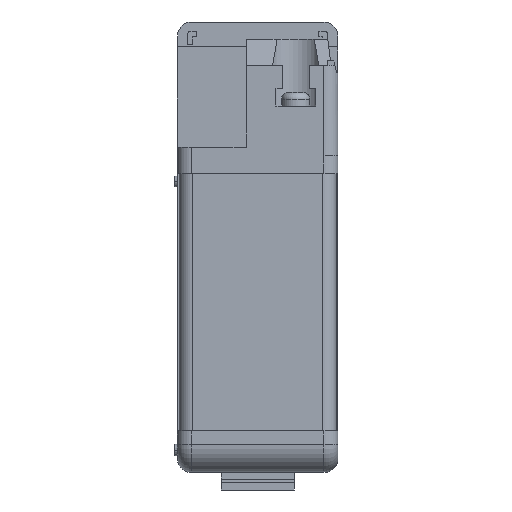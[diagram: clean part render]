
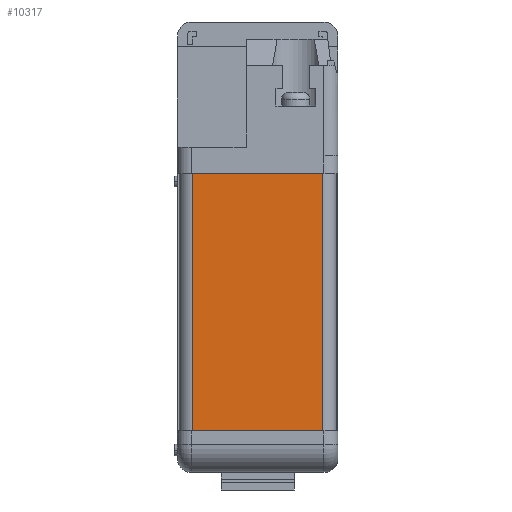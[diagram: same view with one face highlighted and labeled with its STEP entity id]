
A CAD part, front view. The second image highlights one B-rep face of the part: STEP entity #10317.
In plain terms, the highlighted planar face has unit normal (0, -1, 0).
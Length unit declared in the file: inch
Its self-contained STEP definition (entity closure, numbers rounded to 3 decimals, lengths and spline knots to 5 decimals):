
#162 = LINE ( 'NONE', #6677, #27860 ) ;
#637 = PLANE ( 'NONE',  #7420 ) ;
#737 = DIRECTION ( 'NONE',  ( 0., -1., 0. ) ) ;
#1046 = LINE ( 'NONE', #21063, #11968 ) ;
#1235 = EDGE_CURVE ( 'NONE', #18107, #7512, #162, .T. ) ;
#4427 = ORIENTED_EDGE ( 'NONE', *, *, #11110, .F. ) ;
#4477 = ORIENTED_EDGE ( 'NONE', *, *, #10289, .T. ) ;
#6677 = CARTESIAN_POINT ( 'NONE',  ( 0.5775, -2.9375, 0.655 ) ) ;
#7066 = DIRECTION ( 'NONE',  ( 0., 0., -1. ) ) ;
#7420 = AXIS2_PLACEMENT_3D ( 'NONE', #13801, #737, #15997 ) ;
#7512 = VERTEX_POINT ( 'NONE', #27748 ) ;
#8076 = DIRECTION ( 'NONE',  ( -1., 0., 0. ) ) ;
#10094 = ORIENTED_EDGE ( 'NONE', *, *, #1235, .F. ) ;
#10289 = EDGE_CURVE ( 'NONE', #27435, #17063, #27481, .T. ) ;
#10317 = ADVANCED_FACE ( 'NONE', ( #24744 ), #637, .T. ) ;
#11110 = EDGE_CURVE ( 'NONE', #7512, #17063, #1046, .T. ) ;
#11830 = CARTESIAN_POINT ( 'NONE',  ( 0.5775, -2.9375, 0.655 ) ) ;
#11968 = VECTOR ( 'NONE', #8076, 39.37008 ) ;
#12566 = VECTOR ( 'NONE', #14008, 39.37008 ) ;
#13523 = CARTESIAN_POINT ( 'NONE',  ( -0.5775, -2.9375, 0.655 ) ) ;
#13801 = CARTESIAN_POINT ( 'NONE',  ( 0.5775, -2.9375, 0.655 ) ) ;
#14008 = DIRECTION ( 'NONE',  ( -1., 0., 0. ) ) ;
#14693 = EDGE_CURVE ( 'NONE', #18107, #27435, #24880, .T. ) ;
#15997 = DIRECTION ( 'NONE',  ( 0., 0., -1. ) ) ;
#17063 = VERTEX_POINT ( 'NONE', #22693 ) ;
#17580 = DIRECTION ( 'NONE',  ( 0., 0., -1. ) ) ;
#18107 = VERTEX_POINT ( 'NONE', #21358 ) ;
#19595 = EDGE_LOOP ( 'NONE', ( #4427, #10094, #22869, #4477 ) ) ;
#21063 = CARTESIAN_POINT ( 'NONE',  ( 0.5775, -2.9375, -1.63 ) ) ;
#21358 = CARTESIAN_POINT ( 'NONE',  ( 0.5775, -2.9375, 0.655 ) ) ;
#21666 = VECTOR ( 'NONE', #7066, 39.37008 ) ;
#22693 = CARTESIAN_POINT ( 'NONE',  ( -0.5775, -2.9375, -1.63 ) ) ;
#22869 = ORIENTED_EDGE ( 'NONE', *, *, #14693, .T. ) ;
#24744 = FACE_OUTER_BOUND ( 'NONE', #19595, .T. ) ;
#24880 = LINE ( 'NONE', #11830, #12566 ) ;
#27435 = VERTEX_POINT ( 'NONE', #27824 ) ;
#27481 = LINE ( 'NONE', #13523, #21666 ) ;
#27748 = CARTESIAN_POINT ( 'NONE',  ( 0.5775, -2.9375, -1.63 ) ) ;
#27824 = CARTESIAN_POINT ( 'NONE',  ( -0.5775, -2.9375, 0.655 ) ) ;
#27860 = VECTOR ( 'NONE', #17580, 39.37008 ) ;
